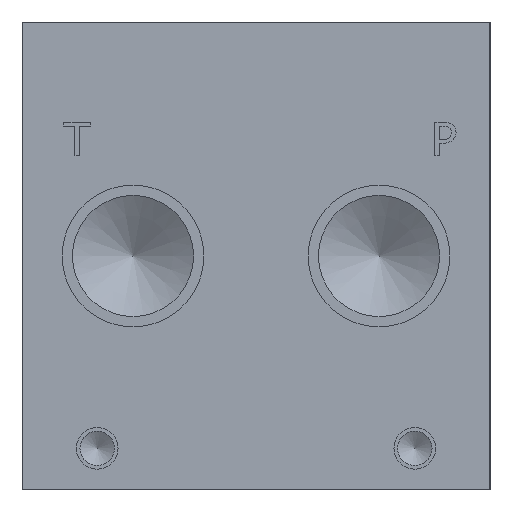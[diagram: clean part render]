
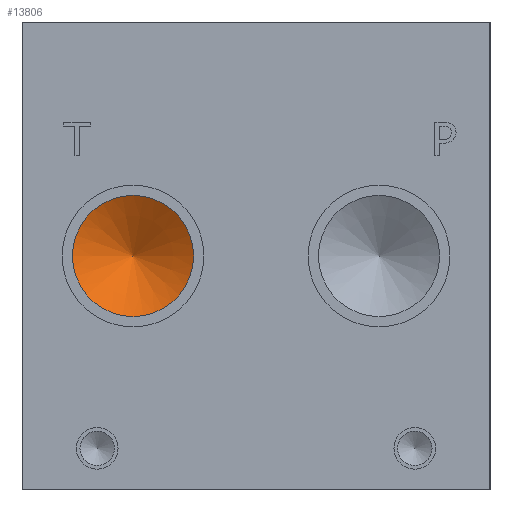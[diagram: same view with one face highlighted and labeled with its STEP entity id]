
A CAD part, left-side view. The second image highlights one B-rep face of the part: STEP entity #13806.
In plain terms, the highlighted conical face has half-angle 60 degrees and reference radius 5.753 mm.
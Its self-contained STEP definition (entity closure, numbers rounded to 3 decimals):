
#97=CONICAL_SURFACE('',#14410,5.753,1.047);
#866=CIRCLE('',#14411,11.506);
#867=CIRCLE('',#14412,11.506);
#2149=FACE_OUTER_BOUND('',#2942,.T.);
#2942=EDGE_LOOP('',(#12000,#12001,#12002,#12003));
#4328=LINE('',#23120,#5614);
#5614=VECTOR('',#16842,5.753);
#6778=VERTEX_POINT('',#23116);
#6779=VERTEX_POINT('',#23117);
#6780=VERTEX_POINT('',#23119);
#8613=EDGE_CURVE('',#6778,#6779,#866,.T.);
#8614=EDGE_CURVE('',#6779,#6780,#4328,.T.);
#8615=EDGE_CURVE('',#6779,#6778,#867,.T.);
#12000=ORIENTED_EDGE('',*,*,#8613,.T.);
#12001=ORIENTED_EDGE('',*,*,#8614,.T.);
#12002=ORIENTED_EDGE('',*,*,#8614,.F.);
#12003=ORIENTED_EDGE('',*,*,#8615,.T.);
#13806=ADVANCED_FACE('',(#2149),#97,.F.);
#14410=AXIS2_PLACEMENT_3D('',#23115,#16838,#16839);
#14411=AXIS2_PLACEMENT_3D('',#23118,#16840,#16841);
#14412=AXIS2_PLACEMENT_3D('',#23121,#16843,#16844);
#16838=DIRECTION('center_axis',(-1.,0.,0.));
#16839=DIRECTION('ref_axis',(0.,1.,0.));
#16840=DIRECTION('center_axis',(-1.,0.,0.));
#16841=DIRECTION('ref_axis',(0.,1.,0.));
#16842=DIRECTION('',(0.5,0.866,0.));
#16843=DIRECTION('center_axis',(-1.,0.,0.));
#16844=DIRECTION('ref_axis',(0.,1.,0.));
#23115=CARTESIAN_POINT('Origin',(19.835,67.818,44.45));
#23116=CARTESIAN_POINT('',(16.514,79.324,44.45));
#23117=CARTESIAN_POINT('',(16.514,56.312,44.45));
#23118=CARTESIAN_POINT('Origin',(16.514,67.818,44.45));
#23119=CARTESIAN_POINT('',(23.157,67.818,44.45));
#23120=CARTESIAN_POINT('',(19.835,62.065,44.45));
#23121=CARTESIAN_POINT('Origin',(16.514,67.818,44.45));
